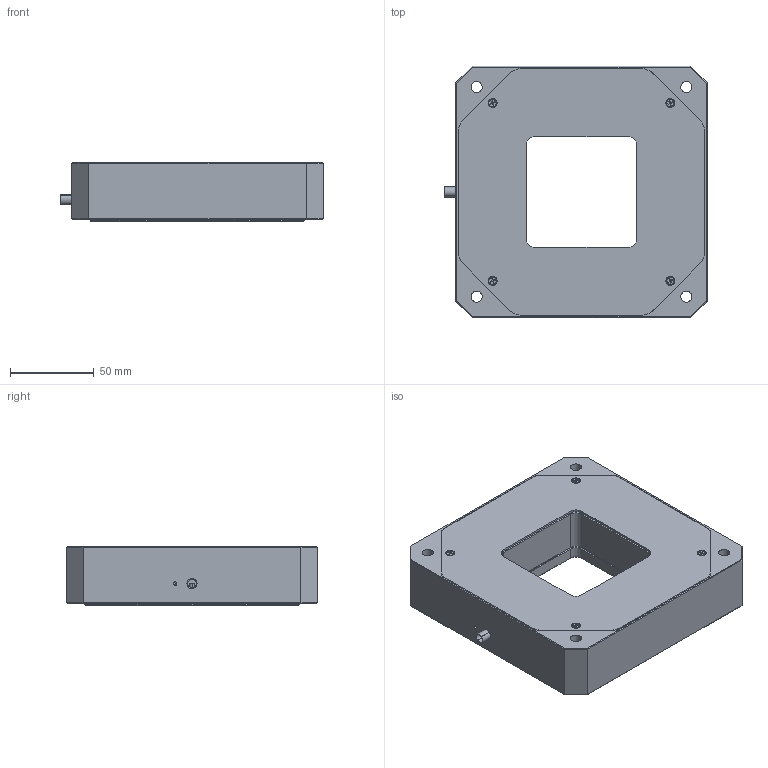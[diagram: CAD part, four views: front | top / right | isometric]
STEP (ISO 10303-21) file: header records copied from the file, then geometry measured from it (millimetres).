
FILE_DESCRIPTION (( 'STEP AP203' ), '1' );
FILE_NAME ('P15.XYZ300-C1×°ÅäÌå21.06.21.STEP', '2021-06-21T03:21:05', ( '' ), ( '' ), 'SwSTEP 2.0', 'SolidWorks 2016', '' );
FILE_SCHEMA (( 'CONFIG_CONTROL_DESIGN' ));
Length unit declared in the file: millimetre
Products named in the file (1): P15.XYZ300-C1蚾饜极21.06.21
Bounding box: 156.5 x 150 x 35 mm (x, y, z)
Volume: 326471.3 mm3; surface area: 153708.4 mm2
Topology: 13 solids, 13 shells, 755 faces, 1890 edges, 1181 vertices
Faces by surface type: plane 355, cylinder 246, cone 146, torus 8
Entity records: 22511 total; most frequent: DIRECTION 4052, CARTESIAN_POINT 3809, ORIENTED_EDGE 3744, EDGE_CURVE 1872, AXIS2_PLACEMENT_3D 1424, VECTOR 1204, LINE 1204, VERTEX_POINT 1181
